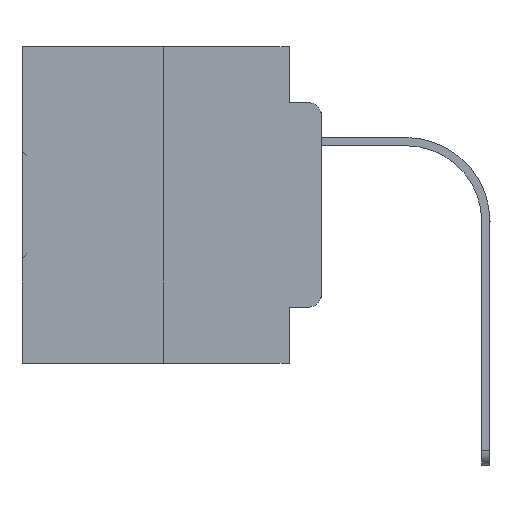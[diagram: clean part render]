
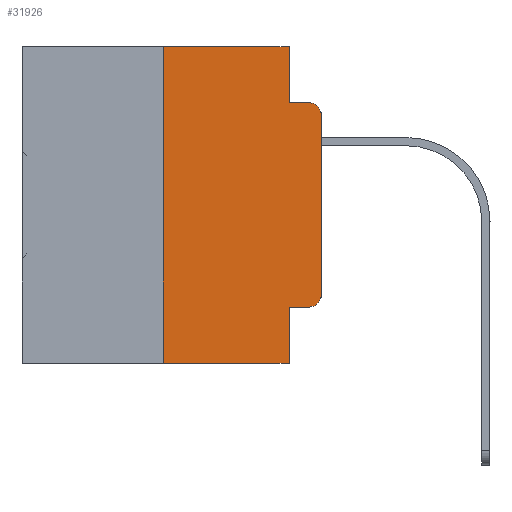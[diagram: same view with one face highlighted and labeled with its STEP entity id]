
A CAD part, left-side view. The second image highlights one B-rep face of the part: STEP entity #31926.
In plain terms, the highlighted planar face has unit normal (-1, 0, 0).
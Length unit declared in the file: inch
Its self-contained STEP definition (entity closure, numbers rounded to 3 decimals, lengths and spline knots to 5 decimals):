
#334 = ORIENTED_EDGE ( 'NONE', *, *, #9839, .F. ) ;
#629 = DIRECTION ( 'NONE',  ( 1., 0., 0. ) ) ;
#634 = CARTESIAN_POINT ( 'NONE',  ( 0., 0.051, 0. ) ) ;
#1458 = VERTEX_POINT ( 'NONE', #4256 ) ;
#1525 = ORIENTED_EDGE ( 'NONE', *, *, #3847, .F. ) ;
#1801 = ORIENTED_EDGE ( 'NONE', *, *, #6192, .T. ) ;
#1947 = VERTEX_POINT ( 'NONE', #19875 ) ;
#2316 = VERTEX_POINT ( 'NONE', #30054 ) ;
#2534 = DIRECTION ( 'NONE',  ( 0., -1., 0. ) ) ;
#3847 = EDGE_CURVE ( 'NONE', #1458, #32327, #26693, .T. ) ;
#3970 = VECTOR ( 'NONE', #25582, 39.37008 ) ;
#4256 = CARTESIAN_POINT ( 'NONE',  ( 0., 0.25, -0.5 ) ) ;
#4775 = CARTESIAN_POINT ( 'NONE',  ( 0., 0.02, -0.1085 ) ) ;
#4818 = EDGE_CURVE ( 'NONE', #20197, #32827, #25024, .T. ) ;
#5547 = CARTESIAN_POINT ( 'NONE',  ( 0., 0.02, -0.0885 ) ) ;
#5631 = DIRECTION ( 'NONE',  ( 0., -1., 0. ) ) ;
#5666 = CIRCLE ( 'NONE', #13276, 0.02 ) ;
#5710 = CARTESIAN_POINT ( 'NONE',  ( 0., 0.051, 0. ) ) ;
#6192 = EDGE_CURVE ( 'NONE', #22946, #20197, #7022, .T. ) ;
#7022 = CIRCLE ( 'NONE', #26044, 0.02 ) ;
#7180 = VECTOR ( 'NONE', #19207, 39.37008 ) ;
#8090 = VERTEX_POINT ( 'NONE', #21577 ) ;
#8131 = ORIENTED_EDGE ( 'NONE', *, *, #16269, .T. ) ;
#8276 = CARTESIAN_POINT ( 'NONE',  ( 0., 0.473, 0. ) ) ;
#8390 = ORIENTED_EDGE ( 'NONE', *, *, #10750, .T. ) ;
#8580 = LINE ( 'NONE', #5710, #14862 ) ;
#9572 = CARTESIAN_POINT ( 'NONE',  ( 0., 0., 0. ) ) ;
#9839 = EDGE_CURVE ( 'NONE', #32327, #18389, #28933, .T. ) ;
#10044 = ORIENTED_EDGE ( 'NONE', *, *, #13247, .T. ) ;
#10152 = EDGE_CURVE ( 'NONE', #18389, #2316, #8580, .T. ) ;
#10341 = EDGE_LOOP ( 'NONE', ( #23955, #10044, #25302, #25540, #334, #1525, #8390, #31072, #8131, #1801 ) ) ;
#10635 = AXIS2_PLACEMENT_3D ( 'NONE', #8276, #629, #18977 ) ;
#10750 = EDGE_CURVE ( 'NONE', #1458, #8090, #32502, .T. ) ;
#10835 = VECTOR ( 'NONE', #2534, 39.37008 ) ;
#10917 = VECTOR ( 'NONE', #5631, 39.37008 ) ;
#11598 = DIRECTION ( 'NONE',  ( 0., -1., 0. ) ) ;
#11629 = DIRECTION ( 'NONE',  ( 0., -1., 0. ) ) ;
#12520 = CARTESIAN_POINT ( 'NONE',  ( 0., 0.25, 0. ) ) ;
#13247 = EDGE_CURVE ( 'NONE', #32827, #30826, #5666, .T. ) ;
#13276 = AXIS2_PLACEMENT_3D ( 'NONE', #4775, #18213, #15183 ) ;
#14155 = VECTOR ( 'NONE', #11598, 39.37008 ) ;
#14306 = CARTESIAN_POINT ( 'NONE',  ( 0., 0.25, 0. ) ) ;
#14655 = LINE ( 'NONE', #17353, #14155 ) ;
#14862 = VECTOR ( 'NONE', #16100, 39.37008 ) ;
#15078 = CARTESIAN_POINT ( 'NONE',  ( 0., 0.051, 0. ) ) ;
#15183 = DIRECTION ( 'NONE',  ( 0., 0., -1. ) ) ;
#16100 = DIRECTION ( 'NONE',  ( 0., 0., -1. ) ) ;
#16269 = EDGE_CURVE ( 'NONE', #1947, #22946, #14655, .T. ) ;
#17099 = CARTESIAN_POINT ( 'NONE',  ( 0., 0.02, -0.3915 ) ) ;
#17353 = CARTESIAN_POINT ( 'NONE',  ( 0., 0.051, -0.4115 ) ) ;
#17526 = LINE ( 'NONE', #25842, #10835 ) ;
#18213 = DIRECTION ( 'NONE',  ( -1., 0., 0. ) ) ;
#18389 = VERTEX_POINT ( 'NONE', #634 ) ;
#18723 = CARTESIAN_POINT ( 'NONE',  ( 0., 0.473, 0. ) ) ;
#18977 = DIRECTION ( 'NONE',  ( 0., 0., -1. ) ) ;
#19207 = DIRECTION ( 'NONE',  ( 0., 0., 1. ) ) ;
#19875 = CARTESIAN_POINT ( 'NONE',  ( 0., 0.051, -0.4115 ) ) ;
#20197 = VERTEX_POINT ( 'NONE', #23931 ) ;
#20478 = LINE ( 'NONE', #15078, #3970 ) ;
#21577 = CARTESIAN_POINT ( 'NONE',  ( 0., 0.051, -0.5 ) ) ;
#22466 = VECTOR ( 'NONE', #11629, 39.37008 ) ;
#22946 = VERTEX_POINT ( 'NONE', #32773 ) ;
#23744 = PLANE ( 'NONE',  #10635 ) ;
#23931 = CARTESIAN_POINT ( 'NONE',  ( 0., 0., -0.3915 ) ) ;
#23955 = ORIENTED_EDGE ( 'NONE', *, *, #4818, .T. ) ;
#24320 = EDGE_CURVE ( 'NONE', #2316, #30826, #17526, .T. ) ;
#25024 = LINE ( 'NONE', #9572, #29988 ) ;
#25302 = ORIENTED_EDGE ( 'NONE', *, *, #24320, .F. ) ;
#25531 = DIRECTION ( 'NONE',  ( 0., 0., 1. ) ) ;
#25540 = ORIENTED_EDGE ( 'NONE', *, *, #10152, .F. ) ;
#25582 = DIRECTION ( 'NONE',  ( 0., 0., -1. ) ) ;
#25842 = CARTESIAN_POINT ( 'NONE',  ( 0., 0.051, -0.0885 ) ) ;
#26044 = AXIS2_PLACEMENT_3D ( 'NONE', #17099, #27472, #27797 ) ;
#26473 = FACE_OUTER_BOUND ( 'NONE', #10341, .T. ) ;
#26693 = LINE ( 'NONE', #14306, #7180 ) ;
#27406 = EDGE_CURVE ( 'NONE', #1947, #8090, #20478, .T. ) ;
#27472 = DIRECTION ( 'NONE',  ( -1., 0., 0. ) ) ;
#27797 = DIRECTION ( 'NONE',  ( 0., 0., -1. ) ) ;
#28933 = LINE ( 'NONE', #18723, #10917 ) ;
#29113 = CARTESIAN_POINT ( 'NONE',  ( 0., 0., -0.1085 ) ) ;
#29988 = VECTOR ( 'NONE', #25531, 39.37008 ) ;
#30054 = CARTESIAN_POINT ( 'NONE',  ( 0., 0.051, -0.0885 ) ) ;
#30826 = VERTEX_POINT ( 'NONE', #5547 ) ;
#31072 = ORIENTED_EDGE ( 'NONE', *, *, #27406, .F. ) ;
#31926 = ADVANCED_FACE ( 'NONE', ( #26473 ), #23744, .F. ) ;
#32327 = VERTEX_POINT ( 'NONE', #12520 ) ;
#32502 = LINE ( 'NONE', #33014, #22466 ) ;
#32773 = CARTESIAN_POINT ( 'NONE',  ( 0., 0.02, -0.4115 ) ) ;
#32827 = VERTEX_POINT ( 'NONE', #29113 ) ;
#33014 = CARTESIAN_POINT ( 'NONE',  ( 0., 0.473, -0.5 ) ) ;
